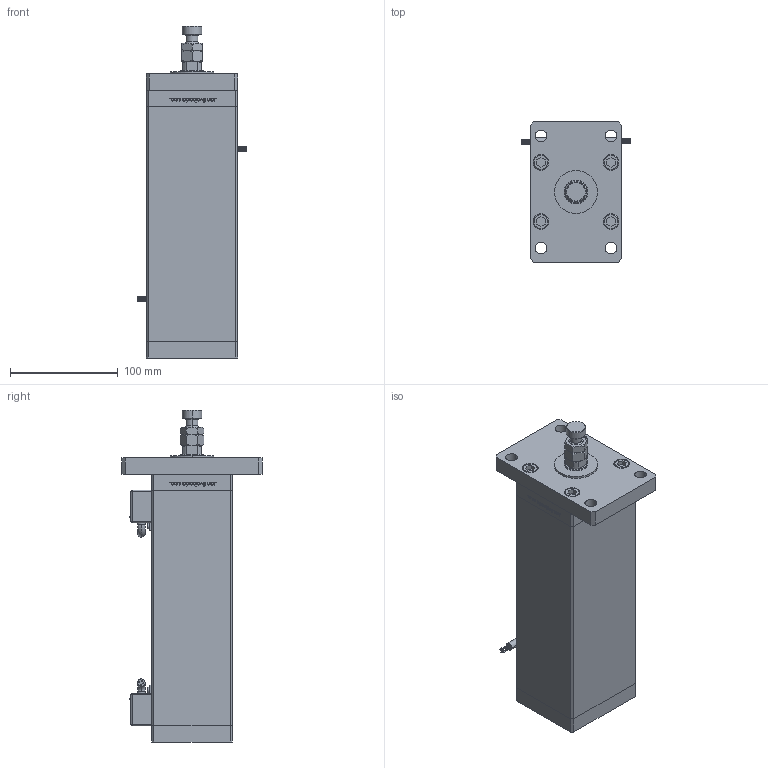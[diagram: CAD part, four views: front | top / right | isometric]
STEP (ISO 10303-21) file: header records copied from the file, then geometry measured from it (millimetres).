
FILE_DESCRIPTION (( 'STEP AP203' ), '1' );
FILE_NAME ('1aef.STEP', '2025-10-10T07:49:09', ( '' ), ( '' ), 'SwSTEP 2.0', 'SolidWorks 2019', '' );
FILE_SCHEMA (( 'CONFIG_CONTROL_DESIGN' ));
Length unit declared in the file: millimetre
Products named in the file (9): V220C_VC_F d70dabcbfce7b14723543e75e845715f; MFA d70dabcbfce7b14723543e75e845715f; ALLEN BOLT d70dabcbfce7b14723543e75e845715f; Magnetic_Switch_MSU4 d70dabcbfce7b14723543e75e845715f; V220C_F d70dabcbfce7b14723543e75e845715f; V220C BACK_F d70dabcbfce7b14723543e75e845715f; 1aef; V220C_FRONT_F d70dabcbfce7b14723543e75e845715f; V220C_F_MIDDLE d70dabcbfce7b14723543e75e845715f
Assembly tree (22 placements, depth 2):
  1aef
    V220C BACK_F d70dabcbfce7b14723543e75e845715f
    V220C_F_MIDDLE d70dabcbfce7b14723543e75e845715f
    V220C_FRONT_F d70dabcbfce7b14723543e75e845715f
    V220C_F d70dabcbfce7b14723543e75e845715f
    Magnetic_Switch_MSU4 d70dabcbfce7b14723543e75e845715f  x2
    ALLEN BOLT d70dabcbfce7b14723543e75e845715f  x14
    V220C_VC_F d70dabcbfce7b14723543e75e845715f
    MFA d70dabcbfce7b14723543e75e845715f
Bounding box: 101.6 x 130 x 308 mm (x, y, z)
Volume: 1581769.7 mm3; surface area: 250281.1 mm2
Topology: 22 solids, 24 shells, 1564 faces, 3801 edges, 2447 vertices
Faces by surface type: plane 609, bspline 484, cylinder 281, cone 94, torus 72, sphere 24
Entity records: 58277 total; most frequent: CARTESIAN_POINT 31569, ORIENTED_EDGE 5928, DIRECTION 3802, EDGE_CURVE 2964, VERTEX_POINT 1946, VECTOR 1492, LINE 1492, EDGE_LOOP 1380
